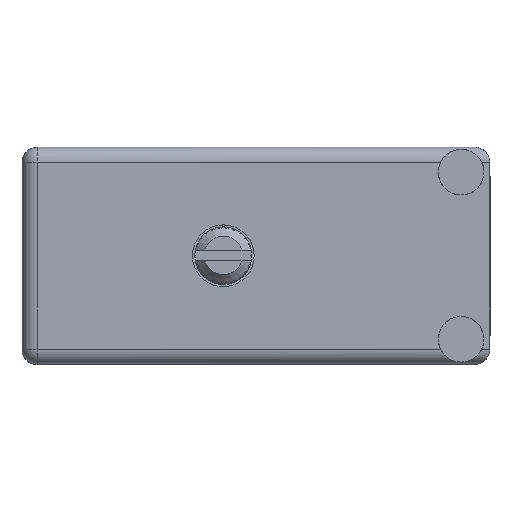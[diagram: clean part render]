
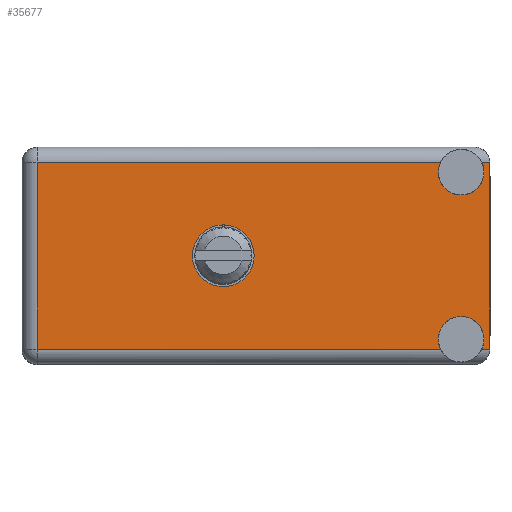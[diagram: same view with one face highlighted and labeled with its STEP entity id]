
A CAD part, top view. The second image highlights one B-rep face of the part: STEP entity #35677.
In plain terms, the highlighted face is planar.
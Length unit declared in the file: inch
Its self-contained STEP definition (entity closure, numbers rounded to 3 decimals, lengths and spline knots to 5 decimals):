
#1631 = ORIENTED_EDGE ( 'NONE', *, *, #154044, .T. ) ;
#2553 = EDGE_LOOP ( 'NONE', ( #153021, #126454, #135272, #184414, #147716, #1631, #162402, #10404, #67018, #125086 ) ) ;
#4378 = LINE ( 'NONE', #160933, #13734 ) ;
#10404 = ORIENTED_EDGE ( 'NONE', *, *, #79906, .F. ) ;
#11831 = CARTESIAN_POINT ( 'NONE',  ( 1.445, 0.906, -0.6325 ) ) ;
#13734 = VECTOR ( 'NONE', #145946, 39.37008 ) ;
#17495 = CARTESIAN_POINT ( 'NONE',  ( 0., 0.906, -0.665 ) ) ;
#17619 = CIRCLE ( 'NONE', #128484, 0.1015 ) ;
#18580 = CARTESIAN_POINT ( 'NONE',  ( 1.445, 0.906, -0.6325 ) ) ;
#21191 = VECTOR ( 'NONE', #166701, 39.37008 ) ;
#22048 = VERTEX_POINT ( 'NONE', #91260 ) ;
#22819 = CARTESIAN_POINT ( 'NONE',  ( 1.51259, 0.906, -0.665 ) ) ;
#23764 = CARTESIAN_POINT ( 'NONE',  ( 1.539, 0.906, -0.05 ) ) ;
#26539 = EDGE_CURVE ( 'NONE', #85822, #78357, #82853, .T. ) ;
#28301 = EDGE_CURVE ( 'NONE', #81557, #132082, #30881, .T. ) ;
#28654 = VECTOR ( 'NONE', #122263, 39.37008 ) ;
#30881 = LINE ( 'NONE', #72122, #99954 ) ;
#30905 = DIRECTION ( 'NONE',  ( 0., 0., 1. ) ) ;
#35486 = CARTESIAN_POINT ( 'NONE',  ( 0., 0.906, -0.715 ) ) ;
#35677 = ADVANCED_FACE ( 'NONE', ( #62658, #119896 ), #137627, .T. ) ;
#37818 = EDGE_CURVE ( 'NONE', #136666, #79778, #17619, .T. ) ;
#41036 = AXIS2_PLACEMENT_3D ( 'NONE', #174457, #43199, #74994 ) ;
#43199 = DIRECTION ( 'NONE',  ( 0., 1., 0. ) ) ;
#44070 = VERTEX_POINT ( 'NONE', #57372 ) ;
#48402 = DIRECTION ( 'NONE',  ( -1., 0., 0. ) ) ;
#49343 = LINE ( 'NONE', #17495, #152962 ) ;
#53798 = CARTESIAN_POINT ( 'NONE',  ( 1.539, 0.906, 0. ) ) ;
#55067 = CARTESIAN_POINT ( 'NONE',  ( 1.539, 0.906, -0.05 ) ) ;
#55675 = DIRECTION ( 'NONE',  ( 0., 0., 1. ) ) ;
#57372 = CARTESIAN_POINT ( 'NONE',  ( 1.37741, 0.906, -0.05 ) ) ;
#61408 = CARTESIAN_POINT ( 'NONE',  ( 1.539, 0.906, -0.665 ) ) ;
#61695 = ORIENTED_EDGE ( 'NONE', *, *, #37818, .F. ) ;
#62310 = DIRECTION ( 'NONE',  ( 0., 0., 1. ) ) ;
#62658 = FACE_BOUND ( 'NONE', #161969, .T. ) ;
#62927 = CARTESIAN_POINT ( 'NONE',  ( 0.05, 0.906, -0.05 ) ) ;
#63631 = EDGE_CURVE ( 'NONE', #159681, #112107, #90850, .T. ) ;
#63863 = AXIS2_PLACEMENT_3D ( 'NONE', #18580, #132066, #75762 ) ;
#67018 = ORIENTED_EDGE ( 'NONE', *, *, #82516, .T. ) ;
#72122 = CARTESIAN_POINT ( 'NONE',  ( 0.05, 0.906, -0.715 ) ) ;
#74994 = DIRECTION ( 'NONE',  ( 0., 0., 1. ) ) ;
#75145 = CARTESIAN_POINT ( 'NONE',  ( 1.539, 0.906, -0.05 ) ) ;
#75762 = DIRECTION ( 'NONE',  ( 0., 0., 1. ) ) ;
#78357 = VERTEX_POINT ( 'NONE', #75145 ) ;
#79336 = EDGE_CURVE ( 'NONE', #79778, #136666, #166717, .T. ) ;
#79778 = VERTEX_POINT ( 'NONE', #81196 ) ;
#79906 = EDGE_CURVE ( 'NONE', #135917, #159681, #142784, .T. ) ;
#81196 = CARTESIAN_POINT ( 'NONE',  ( 0.6625, 0.906, -0.256 ) ) ;
#81557 = VERTEX_POINT ( 'NONE', #155574 ) ;
#82516 = EDGE_CURVE ( 'NONE', #135917, #81557, #4378, .T. ) ;
#82853 = LINE ( 'NONE', #53798, #102757 ) ;
#84081 = AXIS2_PLACEMENT_3D ( 'NONE', #162689, #149518, #62310 ) ;
#85822 = VERTEX_POINT ( 'NONE', #61408 ) ;
#90850 = CIRCLE ( 'NONE', #63863, 0.075 ) ;
#91260 = CARTESIAN_POINT ( 'NONE',  ( 1.51259, 0.906, -0.05 ) ) ;
#92676 = DIRECTION ( 'NONE',  ( 0., 1., 0. ) ) ;
#98447 = CARTESIAN_POINT ( 'NONE',  ( 1.445, 0.906, -0.5575 ) ) ;
#99121 = CIRCLE ( 'NONE', #84081, 0.075 ) ;
#99954 = VECTOR ( 'NONE', #130287, 39.37008 ) ;
#102757 = VECTOR ( 'NONE', #55675, 39.37008 ) ;
#103088 = CARTESIAN_POINT ( 'NONE',  ( 0.6625, 0.906, -0.3575 ) ) ;
#109251 = CARTESIAN_POINT ( 'NONE',  ( 1.445, 0.906, -0.1575 ) ) ;
#109715 = CARTESIAN_POINT ( 'NONE',  ( 0.6625, 0.906, -0.459 ) ) ;
#110417 = CARTESIAN_POINT ( 'NONE',  ( 1.445, 0.906, -0.0825 ) ) ;
#111348 = DIRECTION ( 'NONE',  ( 0., 0., 1. ) ) ;
#112107 = VERTEX_POINT ( 'NONE', #22819 ) ;
#112187 = DIRECTION ( 'NONE',  ( 0., 0., 1. ) ) ;
#115164 = CIRCLE ( 'NONE', #150980, 0.075 ) ;
#116441 = AXIS2_PLACEMENT_3D ( 'NONE', #35486, #92676, #166728 ) ;
#119896 = FACE_OUTER_BOUND ( 'NONE', #2553, .T. ) ;
#121004 = EDGE_CURVE ( 'NONE', #22048, #150615, #115164, .T. ) ;
#121343 = LINE ( 'NONE', #23764, #28654 ) ;
#122263 = DIRECTION ( 'NONE',  ( 1., 0., 0. ) ) ;
#125086 = ORIENTED_EDGE ( 'NONE', *, *, #28301, .T. ) ;
#126245 = DIRECTION ( 'NONE',  ( 0., 1., 0. ) ) ;
#126454 = ORIENTED_EDGE ( 'NONE', *, *, #144459, .F. ) ;
#128484 = AXIS2_PLACEMENT_3D ( 'NONE', #103088, #160278, #30905 ) ;
#129382 = EDGE_CURVE ( 'NONE', #132082, #44070, #121343, .T. ) ;
#130287 = DIRECTION ( 'NONE',  ( 0., 0., 1. ) ) ;
#132066 = DIRECTION ( 'NONE',  ( 0., 1., 0. ) ) ;
#132082 = VERTEX_POINT ( 'NONE', #62927 ) ;
#135272 = ORIENTED_EDGE ( 'NONE', *, *, #121004, .F. ) ;
#135917 = VERTEX_POINT ( 'NONE', #171514 ) ;
#136666 = VERTEX_POINT ( 'NONE', #109715 ) ;
#137627 = PLANE ( 'NONE',  #116441 ) ;
#138557 = LINE ( 'NONE', #55067, #21191 ) ;
#142167 = EDGE_CURVE ( 'NONE', #22048, #78357, #138557, .T. ) ;
#142784 = CIRCLE ( 'NONE', #181706, 0.075 ) ;
#144459 = EDGE_CURVE ( 'NONE', #150615, #44070, #99121, .T. ) ;
#145946 = DIRECTION ( 'NONE',  ( -1., 0., 0. ) ) ;
#147716 = ORIENTED_EDGE ( 'NONE', *, *, #26539, .F. ) ;
#149518 = DIRECTION ( 'NONE',  ( 0., 1., 0. ) ) ;
#150615 = VERTEX_POINT ( 'NONE', #109251 ) ;
#150980 = AXIS2_PLACEMENT_3D ( 'NONE', #110417, #182587, #111348 ) ;
#151766 = ORIENTED_EDGE ( 'NONE', *, *, #79336, .F. ) ;
#152962 = VECTOR ( 'NONE', #48402, 39.37008 ) ;
#153021 = ORIENTED_EDGE ( 'NONE', *, *, #129382, .T. ) ;
#154044 = EDGE_CURVE ( 'NONE', #85822, #112107, #49343, .T. ) ;
#155574 = CARTESIAN_POINT ( 'NONE',  ( 0.05, 0.906, -0.665 ) ) ;
#159681 = VERTEX_POINT ( 'NONE', #98447 ) ;
#160278 = DIRECTION ( 'NONE',  ( 0., 1., 0. ) ) ;
#160933 = CARTESIAN_POINT ( 'NONE',  ( 0., 0.906, -0.665 ) ) ;
#161969 = EDGE_LOOP ( 'NONE', ( #151766, #61695 ) ) ;
#162402 = ORIENTED_EDGE ( 'NONE', *, *, #63631, .F. ) ;
#162689 = CARTESIAN_POINT ( 'NONE',  ( 1.445, 0.906, -0.0825 ) ) ;
#166701 = DIRECTION ( 'NONE',  ( 1., 0., 0. ) ) ;
#166717 = CIRCLE ( 'NONE', #41036, 0.1015 ) ;
#166728 = DIRECTION ( 'NONE',  ( 0., 0., 1. ) ) ;
#171514 = CARTESIAN_POINT ( 'NONE',  ( 1.37741, 0.906, -0.665 ) ) ;
#174457 = CARTESIAN_POINT ( 'NONE',  ( 0.6625, 0.906, -0.3575 ) ) ;
#181706 = AXIS2_PLACEMENT_3D ( 'NONE', #11831, #126245, #112187 ) ;
#182587 = DIRECTION ( 'NONE',  ( 0., 1., 0. ) ) ;
#184414 = ORIENTED_EDGE ( 'NONE', *, *, #142167, .T. ) ;
